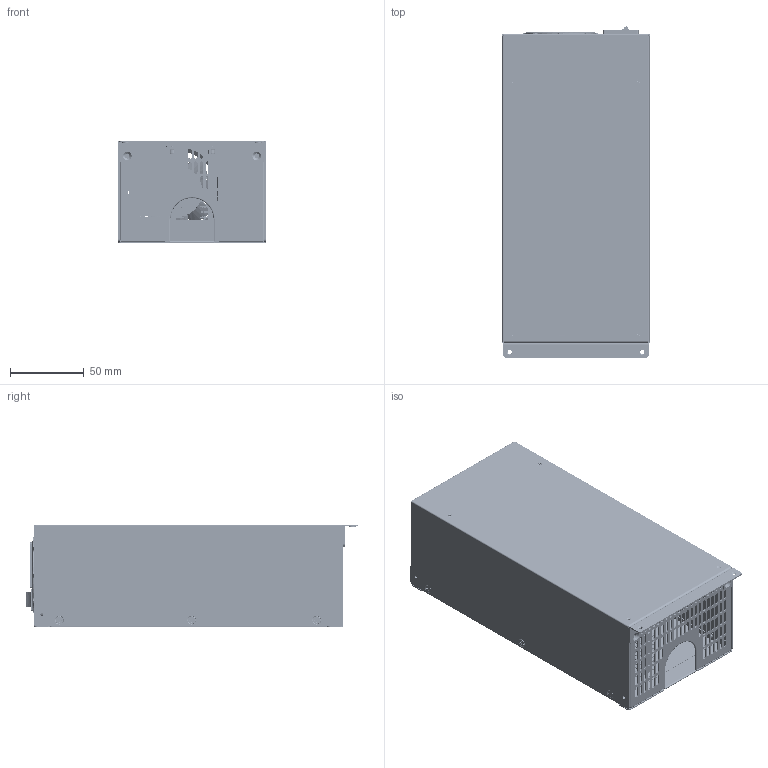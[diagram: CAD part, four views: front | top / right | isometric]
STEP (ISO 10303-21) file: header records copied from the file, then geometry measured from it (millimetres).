
FILE_DESCRIPTION((''),'2;1');
FILE_NAME('U2A-B10600-S-REV2-NEW_ASM','2014-11-06T',('user'),(''),'PRO/ENGINEER BY PARAMETRIC TECHNOLOGY CORPORATION, 2009440','PRO/ENGINEER BY PARAMETRIC TECHNOLOGY CORPORATION, 2009440','');
FILE_SCHEMA(('CONFIG_CONTROL_DESIGN'));
Products named in the file (39): MANIFOLD_SOLID_BREP_30785; MANIFOLD_SOLID_BREP_31373; MANIFOLD_SOLID_BREP_33126; MANIFOLD_SOLID_BREP_33756; MANIFOLD_SOLID_BREP_34009; MANIFOLD_SOLID_BREP_34262; MANIFOLD_SOLID_BREP_34515; MANIFOLD_SOLID_BREP_34768; XIAGAIREV2_15_ASM; SHANGGAIREV2_6; MANIFOLD_SOLID_BREP_48331; MANIFOLD_SOLID_BREP_51178; 60FENGSHAN_7_ASM; XIAMALA_9; SHANGMALA_19; BVBINGTOULUOSI_6; PCBA0_4; BVLUOZHU_40; HS1_3; SANREPIANPINJIAO_2; HS1_ASM_2_ASM; HS2_4; HS2_ASM_3_ASM; HS3_3; HS3_ASM_4_ASM; HS4_4; HS4_ASM_4_ASM; M5ZIGONGLUOSI_3; IOZUO_5; SHANGMALA1_5; MANIFOLD_SOLID_BREP_54998; MANIFOLD_SOLID_BREP_55116; MANIFOLD_SOLID_BREP_55234; MANIFOLD_SOLID_BREP_55352; MANIFOLD_SOLID_BREP_55470; U1ACZUO_10_ASM; HOUBIANTIAO-BIAOZHUN; U2A-B10600-S-REV2_ASM_23_ASM; U2A-B10600-S-REV2-NEW_ASM
Assembly tree (56 placements, depth 4):
  U2A-B10600-S-REV2-NEW_ASM
    U2A-B10600-S-REV2_ASM_23_ASM
      XIAGAIREV2_15_ASM
        MANIFOLD_SOLID_BREP_30785
        MANIFOLD_SOLID_BREP_31373
        MANIFOLD_SOLID_BREP_33126
        MANIFOLD_SOLID_BREP_33756
        MANIFOLD_SOLID_BREP_34009
        MANIFOLD_SOLID_BREP_34262
        MANIFOLD_SOLID_BREP_34515
        MANIFOLD_SOLID_BREP_34768
      SHANGGAIREV2_6
      60FENGSHAN_7_ASM
        MANIFOLD_SOLID_BREP_48331
        MANIFOLD_SOLID_BREP_51178
      XIAMALA_9
      SHANGMALA_19
      BVBINGTOULUOSI_6  x6
      PCBA0_4
      BVLUOZHU_40  x4
      HS1_ASM_2_ASM
        HS1_3
        SANREPIANPINJIAO_2  x2
      HS2_ASM_3_ASM
        HS2_4
        SANREPIANPINJIAO_2  x2
      HS3_ASM_4_ASM
        HS3_3
        SANREPIANPINJIAO_2  x2
      HS4_ASM_4_ASM
        HS4_4
        SANREPIANPINJIAO_2  x2
      M5ZIGONGLUOSI_3  x4
      IOZUO_5
      SHANGMALA1_5
      U1ACZUO_10_ASM
        MANIFOLD_SOLID_BREP_54998
        MANIFOLD_SOLID_BREP_55116
        MANIFOLD_SOLID_BREP_55234
        MANIFOLD_SOLID_BREP_55352
        MANIFOLD_SOLID_BREP_55470
      HOUBIANTIAO-BIAOZHUN
Bounding box: 100 x 225.67 x 70 mm (x, y, z)
Volume: 268392.8 mm3; surface area: 418485.1 mm2
Topology: 48 solids, 48 shells, 5463 faces, 15986 edges, 10669 vertices
Faces by surface type: cylinder 2762, plane 2188, bspline 263, cone 133, torus 117
Entity records: 186328 total; most frequent: CARTESIAN_POINT 70676, ORIENTED_EDGE 26106, DIRECTION 21361, EDGE_CURVE 13053, VERTEX_POINT 8680, AXIS2_PLACEMENT_3D 7412, VECTOR 6537, LINE 6537
